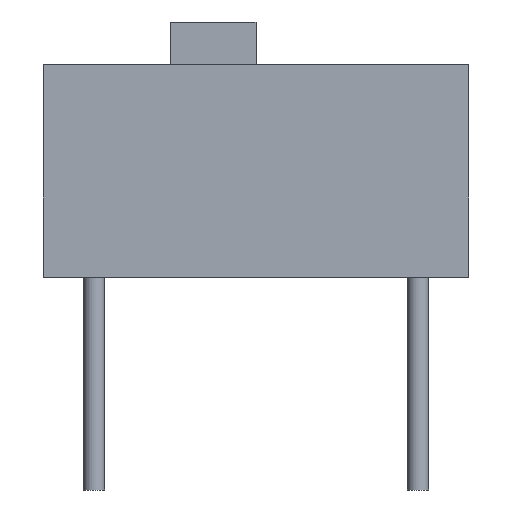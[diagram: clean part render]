
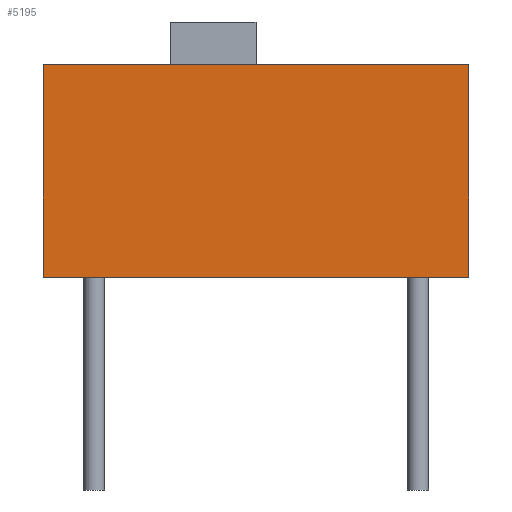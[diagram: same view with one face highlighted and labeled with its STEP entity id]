
A CAD part, front view. The second image highlights one B-rep face of the part: STEP entity #5195.
In plain terms, the highlighted planar face has unit normal (0, -1, 0).
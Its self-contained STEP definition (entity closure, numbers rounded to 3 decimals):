
#430=FACE_OUTER_BOUND('',#768,.T.);
#768=EDGE_LOOP('',(#3549,#3550,#3551,#3552));
#1045=LINE('',#7013,#1535);
#1153=LINE('',#7986,#1643);
#1220=LINE('',#8221,#1710);
#1221=LINE('',#8223,#1711);
#1535=VECTOR('',#5828,10.);
#1643=VECTOR('',#5938,10.);
#1710=VECTOR('',#6169,5.);
#1711=VECTOR('',#6172,5.);
#2025=VERTEX_POINT('',#7010);
#2026=VERTEX_POINT('',#7012);
#2177=VERTEX_POINT('',#7983);
#2178=VERTEX_POINT('',#7985);
#2509=EDGE_CURVE('',#2025,#2026,#1045,.T.);
#2661=EDGE_CURVE('',#2178,#2177,#1153,.T.);
#2784=EDGE_CURVE('',#2025,#2178,#1220,.T.);
#2785=EDGE_CURVE('',#2026,#2177,#1221,.T.);
#3549=ORIENTED_EDGE('',*,*,#2661,.T.);
#3550=ORIENTED_EDGE('',*,*,#2785,.F.);
#3551=ORIENTED_EDGE('',*,*,#2509,.F.);
#3552=ORIENTED_EDGE('',*,*,#2784,.T.);
#4710=PLANE('',#5559);
#5195=ADVANCED_FACE('',(#430),#4710,.F.);
#5559=AXIS2_PLACEMENT_3D('',#8222,#6170,#6171);
#5828=DIRECTION('',(1.,0.,0.));
#5938=DIRECTION('',(1.,0.,0.));
#6169=DIRECTION('',(0.,0.,-1.));
#6170=DIRECTION('center_axis',(0.,1.,0.));
#6171=DIRECTION('ref_axis',(-1.,0.,0.));
#6172=DIRECTION('',(0.,0.,-1.));
#7010=CARTESIAN_POINT('',(-8.81,-2.,5.));
#7012=CARTESIAN_POINT('',(1.19,-2.,5.));
#7013=CARTESIAN_POINT('',(-8.81,-2.,5.));
#7983=CARTESIAN_POINT('',(1.19,-2.,0.));
#7985=CARTESIAN_POINT('',(-8.81,-2.,0.));
#7986=CARTESIAN_POINT('',(-8.81,-2.,0.));
#8221=CARTESIAN_POINT('',(-8.81,-2.,5.));
#8222=CARTESIAN_POINT('Origin',(-8.81,-2.,5.));
#8223=CARTESIAN_POINT('',(1.19,-2.,5.));
